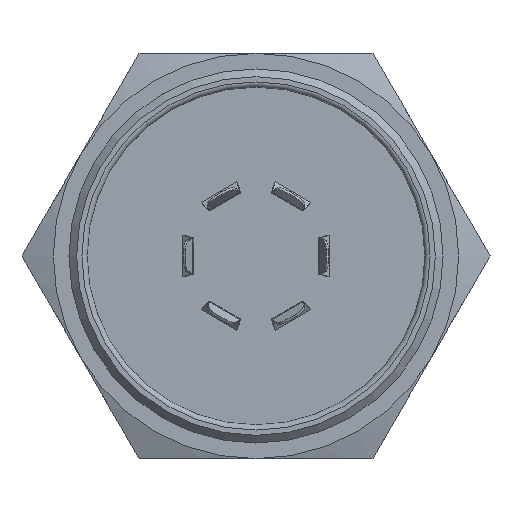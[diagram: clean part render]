
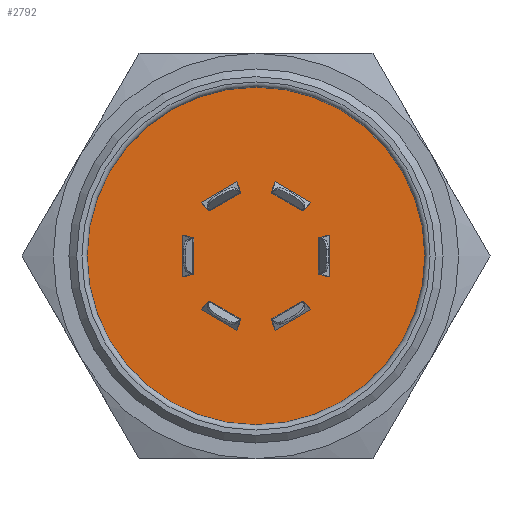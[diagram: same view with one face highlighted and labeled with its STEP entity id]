
A CAD part, front view. The second image highlights one B-rep face of the part: STEP entity #2792.
In plain terms, the highlighted planar face has unit normal (0, -1, 0).
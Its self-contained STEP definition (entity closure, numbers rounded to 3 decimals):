
#208=FACE_BOUND('',#845,.T.);
#209=FACE_BOUND('',#846,.T.);
#210=FACE_BOUND('',#847,.T.);
#211=FACE_BOUND('',#848,.T.);
#212=FACE_BOUND('',#849,.T.);
#213=FACE_BOUND('',#850,.T.);
#224=LINE('',#4074,#443);
#225=LINE('',#4076,#444);
#226=LINE('',#4078,#445);
#227=LINE('',#4079,#446);
#228=LINE('',#4082,#447);
#229=LINE('',#4084,#448);
#230=LINE('',#4086,#449);
#231=LINE('',#4087,#450);
#232=LINE('',#4090,#451);
#233=LINE('',#4092,#452);
#234=LINE('',#4094,#453);
#235=LINE('',#4095,#454);
#236=LINE('',#4098,#455);
#237=LINE('',#4100,#456);
#238=LINE('',#4102,#457);
#239=LINE('',#4103,#458);
#240=LINE('',#4106,#459);
#241=LINE('',#4108,#460);
#242=LINE('',#4110,#461);
#243=LINE('',#4111,#462);
#244=LINE('',#4114,#463);
#245=LINE('',#4116,#464);
#246=LINE('',#4118,#465);
#247=LINE('',#4119,#466);
#443=VECTOR('',#3288,10.);
#444=VECTOR('',#3289,10.);
#445=VECTOR('',#3290,10.);
#446=VECTOR('',#3291,10.);
#447=VECTOR('',#3292,10.);
#448=VECTOR('',#3293,10.);
#449=VECTOR('',#3294,10.);
#450=VECTOR('',#3295,10.);
#451=VECTOR('',#3296,10.);
#452=VECTOR('',#3297,10.);
#453=VECTOR('',#3298,10.);
#454=VECTOR('',#3299,10.);
#455=VECTOR('',#3300,10.);
#456=VECTOR('',#3301,10.);
#457=VECTOR('',#3302,10.);
#458=VECTOR('',#3303,10.);
#459=VECTOR('',#3304,10.);
#460=VECTOR('',#3305,10.);
#461=VECTOR('',#3306,10.);
#462=VECTOR('',#3307,10.);
#463=VECTOR('',#3308,10.);
#464=VECTOR('',#3309,10.);
#465=VECTOR('',#3310,10.);
#466=VECTOR('',#3311,10.);
#663=FACE_OUTER_BOUND('',#844,.T.);
#844=EDGE_LOOP('',(#1850));
#845=EDGE_LOOP('',(#1851,#1852,#1853,#1854));
#846=EDGE_LOOP('',(#1855,#1856,#1857,#1858));
#847=EDGE_LOOP('',(#1859,#1860,#1861,#1862));
#848=EDGE_LOOP('',(#1863,#1864,#1865,#1866));
#849=EDGE_LOOP('',(#1867,#1868,#1869,#1870));
#850=EDGE_LOOP('',(#1871,#1872,#1873,#1874));
#1041=CIRCLE('',#2998,32.5);
#1155=VERTEX_POINT('',#4070);
#1156=VERTEX_POINT('',#4072);
#1157=VERTEX_POINT('',#4073);
#1158=VERTEX_POINT('',#4075);
#1159=VERTEX_POINT('',#4077);
#1160=VERTEX_POINT('',#4080);
#1161=VERTEX_POINT('',#4081);
#1162=VERTEX_POINT('',#4083);
#1163=VERTEX_POINT('',#4085);
#1164=VERTEX_POINT('',#4088);
#1165=VERTEX_POINT('',#4089);
#1166=VERTEX_POINT('',#4091);
#1167=VERTEX_POINT('',#4093);
#1168=VERTEX_POINT('',#4096);
#1169=VERTEX_POINT('',#4097);
#1170=VERTEX_POINT('',#4099);
#1171=VERTEX_POINT('',#4101);
#1172=VERTEX_POINT('',#4104);
#1173=VERTEX_POINT('',#4105);
#1174=VERTEX_POINT('',#4107);
#1175=VERTEX_POINT('',#4109);
#1176=VERTEX_POINT('',#4112);
#1177=VERTEX_POINT('',#4113);
#1178=VERTEX_POINT('',#4115);
#1179=VERTEX_POINT('',#4117);
#1421=EDGE_CURVE('',#1155,#1155,#1041,.T.);
#1422=EDGE_CURVE('',#1156,#1157,#224,.T.);
#1423=EDGE_CURVE('',#1158,#1156,#225,.T.);
#1424=EDGE_CURVE('',#1159,#1158,#226,.T.);
#1425=EDGE_CURVE('',#1157,#1159,#227,.T.);
#1426=EDGE_CURVE('',#1160,#1161,#228,.T.);
#1427=EDGE_CURVE('',#1162,#1160,#229,.T.);
#1428=EDGE_CURVE('',#1163,#1162,#230,.T.);
#1429=EDGE_CURVE('',#1161,#1163,#231,.T.);
#1430=EDGE_CURVE('',#1164,#1165,#232,.T.);
#1431=EDGE_CURVE('',#1166,#1164,#233,.T.);
#1432=EDGE_CURVE('',#1167,#1166,#234,.T.);
#1433=EDGE_CURVE('',#1165,#1167,#235,.T.);
#1434=EDGE_CURVE('',#1168,#1169,#236,.T.);
#1435=EDGE_CURVE('',#1170,#1168,#237,.T.);
#1436=EDGE_CURVE('',#1171,#1170,#238,.T.);
#1437=EDGE_CURVE('',#1169,#1171,#239,.T.);
#1438=EDGE_CURVE('',#1172,#1173,#240,.T.);
#1439=EDGE_CURVE('',#1174,#1172,#241,.T.);
#1440=EDGE_CURVE('',#1175,#1174,#242,.T.);
#1441=EDGE_CURVE('',#1173,#1175,#243,.T.);
#1442=EDGE_CURVE('',#1176,#1177,#244,.T.);
#1443=EDGE_CURVE('',#1178,#1176,#245,.T.);
#1444=EDGE_CURVE('',#1179,#1178,#246,.T.);
#1445=EDGE_CURVE('',#1177,#1179,#247,.T.);
#1850=ORIENTED_EDGE('',*,*,#1421,.F.);
#1851=ORIENTED_EDGE('',*,*,#1422,.F.);
#1852=ORIENTED_EDGE('',*,*,#1423,.F.);
#1853=ORIENTED_EDGE('',*,*,#1424,.F.);
#1854=ORIENTED_EDGE('',*,*,#1425,.F.);
#1855=ORIENTED_EDGE('',*,*,#1426,.F.);
#1856=ORIENTED_EDGE('',*,*,#1427,.F.);
#1857=ORIENTED_EDGE('',*,*,#1428,.F.);
#1858=ORIENTED_EDGE('',*,*,#1429,.F.);
#1859=ORIENTED_EDGE('',*,*,#1430,.F.);
#1860=ORIENTED_EDGE('',*,*,#1431,.F.);
#1861=ORIENTED_EDGE('',*,*,#1432,.F.);
#1862=ORIENTED_EDGE('',*,*,#1433,.F.);
#1863=ORIENTED_EDGE('',*,*,#1434,.F.);
#1864=ORIENTED_EDGE('',*,*,#1435,.F.);
#1865=ORIENTED_EDGE('',*,*,#1436,.F.);
#1866=ORIENTED_EDGE('',*,*,#1437,.F.);
#1867=ORIENTED_EDGE('',*,*,#1438,.F.);
#1868=ORIENTED_EDGE('',*,*,#1439,.F.);
#1869=ORIENTED_EDGE('',*,*,#1440,.F.);
#1870=ORIENTED_EDGE('',*,*,#1441,.F.);
#1871=ORIENTED_EDGE('',*,*,#1442,.F.);
#1872=ORIENTED_EDGE('',*,*,#1443,.F.);
#1873=ORIENTED_EDGE('',*,*,#1444,.F.);
#1874=ORIENTED_EDGE('',*,*,#1445,.F.);
#2708=PLANE('',#2997);
#2792=ADVANCED_FACE('',(#663,#208,#209,#210,#211,#212,#213),#2708,.T.);
#2997=AXIS2_PLACEMENT_3D('',#4069,#3284,#3285);
#2998=AXIS2_PLACEMENT_3D('',#4071,#3286,#3287);
#3284=DIRECTION('center_axis',(0.,-1.,0.));
#3285=DIRECTION('ref_axis',(0.,0.,-1.));
#3286=DIRECTION('center_axis',(0.,1.,0.));
#3287=DIRECTION('ref_axis',(-1.,0.,0.));
#3288=DIRECTION('',(-0.989,0.,-0.147));
#3289=DIRECTION('',(0.,0.,1.));
#3290=DIRECTION('',(0.989,0.,-0.147));
#3291=DIRECTION('',(0.,0.,-1.));
#3292=DIRECTION('',(-0.622,0.,0.783));
#3293=DIRECTION('',(0.866,0.,0.5));
#3294=DIRECTION('',(0.367,0.,-0.93));
#3295=DIRECTION('',(-0.866,0.,-0.5));
#3296=DIRECTION('',(0.367,0.,0.93));
#3297=DIRECTION('',(0.866,0.,-0.5));
#3298=DIRECTION('',(-0.622,0.,-0.783));
#3299=DIRECTION('',(-0.866,0.,0.5));
#3300=DIRECTION('',(0.989,0.,0.147));
#3301=DIRECTION('',(0.,0.,-1.));
#3302=DIRECTION('',(-0.989,0.,0.147));
#3303=DIRECTION('',(0.,0.,1.));
#3304=DIRECTION('',(0.622,0.,-0.783));
#3305=DIRECTION('',(-0.866,0.,-0.5));
#3306=DIRECTION('',(-0.367,0.,0.93));
#3307=DIRECTION('',(0.866,0.,0.5));
#3308=DIRECTION('',(-0.367,0.,-0.93));
#3309=DIRECTION('',(-0.866,0.,0.5));
#3310=DIRECTION('',(0.622,0.,0.783));
#3311=DIRECTION('',(0.866,0.,-0.5));
#4069=CARTESIAN_POINT('Origin',(-0.915,17.278,0.));
#4070=CARTESIAN_POINT('',(31.585,17.278,0.));
#4071=CARTESIAN_POINT('Origin',(-0.915,17.278,0.));
#4072=CARTESIAN_POINT('',(13.286,17.278,3.966));
#4073=CARTESIAN_POINT('',(12.508,17.278,3.85));
#4074=CARTESIAN_POINT('',(11.463,17.278,3.695));
#4075=CARTESIAN_POINT('',(13.286,17.278,-3.966));
#4076=CARTESIAN_POINT('',(13.286,17.278,0.));
#4077=CARTESIAN_POINT('',(12.508,17.278,-3.85));
#4078=CARTESIAN_POINT('',(4.273,17.278,-2.624));
#4079=CARTESIAN_POINT('',(12.508,17.278,0.));
#4080=CARTESIAN_POINT('',(9.62,17.278,-10.315));
#4081=CARTESIAN_POINT('',(9.131,17.278,-9.699));
#4082=CARTESIAN_POINT('',(8.474,17.278,-8.872));
#4083=CARTESIAN_POINT('',(2.751,17.278,-14.281));
#4084=CARTESIAN_POINT('',(6.186,17.278,-12.298));
#4085=CARTESIAN_POINT('',(2.462,17.278,-13.55));
#4086=CARTESIAN_POINT('',(-0.593,17.278,-5.804));
#4087=CARTESIAN_POINT('',(5.797,17.278,-11.625));
#4088=CARTESIAN_POINT('',(-4.58,17.278,-14.281));
#4089=CARTESIAN_POINT('',(-4.292,17.278,-13.55));
#4090=CARTESIAN_POINT('',(-3.904,17.278,-12.567));
#4091=CARTESIAN_POINT('',(-11.45,17.278,-10.315));
#4092=CARTESIAN_POINT('',(-8.015,17.278,-12.298));
#4093=CARTESIAN_POINT('',(-10.961,17.278,-9.699));
#4094=CARTESIAN_POINT('',(-5.781,17.278,-3.181));
#4095=CARTESIAN_POINT('',(-7.626,17.278,-11.625));
#4096=CARTESIAN_POINT('',(-15.116,17.278,-3.966));
#4097=CARTESIAN_POINT('',(-14.338,17.278,-3.85));
#4098=CARTESIAN_POINT('',(-13.293,17.278,-3.695));
#4099=CARTESIAN_POINT('',(-15.116,17.278,3.966));
#4100=CARTESIAN_POINT('',(-15.116,17.278,0.));
#4101=CARTESIAN_POINT('',(-14.338,17.278,3.85));
#4102=CARTESIAN_POINT('',(-6.102,17.278,2.624));
#4103=CARTESIAN_POINT('',(-14.338,17.278,0.));
#4104=CARTESIAN_POINT('',(-11.45,17.278,10.315));
#4105=CARTESIAN_POINT('',(-10.961,17.278,9.699));
#4106=CARTESIAN_POINT('',(-10.303,17.278,8.872));
#4107=CARTESIAN_POINT('',(-4.58,17.278,14.281));
#4108=CARTESIAN_POINT('',(-8.015,17.278,12.298));
#4109=CARTESIAN_POINT('',(-4.292,17.278,13.55));
#4110=CARTESIAN_POINT('',(-1.236,17.278,5.804));
#4111=CARTESIAN_POINT('',(-7.626,17.278,11.625));
#4112=CARTESIAN_POINT('',(2.751,17.278,14.281));
#4113=CARTESIAN_POINT('',(2.462,17.278,13.55));
#4114=CARTESIAN_POINT('',(2.075,17.278,12.567));
#4115=CARTESIAN_POINT('',(9.62,17.278,10.315));
#4116=CARTESIAN_POINT('',(6.186,17.278,12.298));
#4117=CARTESIAN_POINT('',(9.131,17.278,9.699));
#4118=CARTESIAN_POINT('',(3.951,17.278,3.181));
#4119=CARTESIAN_POINT('',(5.797,17.278,11.625));
